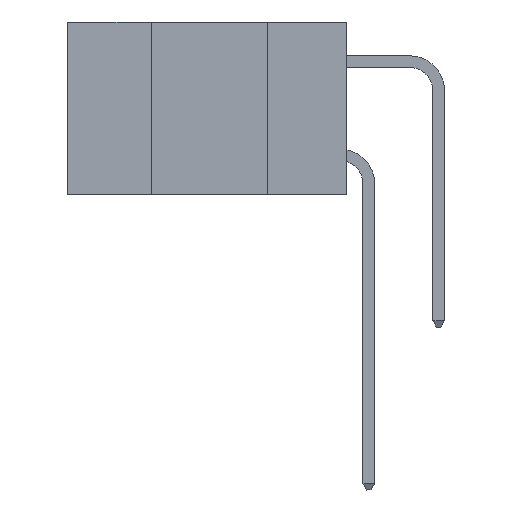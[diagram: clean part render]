
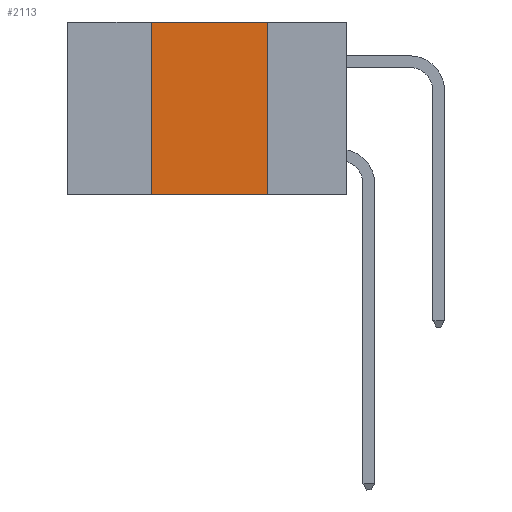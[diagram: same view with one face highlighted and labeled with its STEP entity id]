
A CAD part, left-side view. The second image highlights one B-rep face of the part: STEP entity #2113.
In plain terms, the highlighted planar face has unit normal (-1, 0, 0).
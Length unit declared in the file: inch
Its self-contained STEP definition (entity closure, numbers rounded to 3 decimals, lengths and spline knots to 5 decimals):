
#1439 = DIRECTION ( 'NONE',  ( 0., 0., -1. ) ) ;
#1538 = CARTESIAN_POINT ( 'NONE',  ( 0., 0.17, -0.37 ) ) ;
#2113 = ADVANCED_FACE ( 'NONE', ( #14598 ), #17793, .F. ) ;
#3925 = CARTESIAN_POINT ( 'NONE',  ( 0., 0.42, -0.37 ) ) ;
#6172 = VERTEX_POINT ( 'NONE', #16184 ) ;
#7258 = ORIENTED_EDGE ( 'NONE', *, *, #22256, .T. ) ;
#8137 = EDGE_CURVE ( 'NONE', #11937, #6172, #17048, .T. ) ;
#9752 = EDGE_LOOP ( 'NONE', ( #22086, #11500, #13052, #7258 ) ) ;
#10805 = CARTESIAN_POINT ( 'NONE',  ( 0., 0.6, 0. ) ) ;
#11500 = ORIENTED_EDGE ( 'NONE', *, *, #16997, .F. ) ;
#11937 = VERTEX_POINT ( 'NONE', #3925 ) ;
#12280 = DIRECTION ( 'NONE',  ( 1., 0., 0. ) ) ;
#12322 = VECTOR ( 'NONE', #19805, 39.37008 ) ;
#12344 = VECTOR ( 'NONE', #16068, 39.37008 ) ;
#12353 = DIRECTION ( 'NONE',  ( 0., 0., -1. ) ) ;
#12385 = VECTOR ( 'NONE', #17180, 39.37008 ) ;
#12854 = AXIS2_PLACEMENT_3D ( 'NONE', #21605, #12280, #12353 ) ;
#13052 = ORIENTED_EDGE ( 'NONE', *, *, #8137, .F. ) ;
#14598 = FACE_OUTER_BOUND ( 'NONE', #9752, .T. ) ;
#15414 = CARTESIAN_POINT ( 'NONE',  ( 0., 0.6, -0.37 ) ) ;
#15823 = EDGE_CURVE ( 'NONE', #22355, #19445, #16019, .T. ) ;
#16019 = LINE ( 'NONE', #19105, #20338 ) ;
#16068 = DIRECTION ( 'NONE',  ( 0., -1., 0. ) ) ;
#16184 = CARTESIAN_POINT ( 'NONE',  ( 0., 0.42, 0. ) ) ;
#16997 = EDGE_CURVE ( 'NONE', #6172, #22355, #21342, .T. ) ;
#17048 = LINE ( 'NONE', #17949, #12322 ) ;
#17180 = DIRECTION ( 'NONE',  ( 0., -1., 0. ) ) ;
#17793 = PLANE ( 'NONE',  #12854 ) ;
#17949 = CARTESIAN_POINT ( 'NONE',  ( 0., 0.42, 0. ) ) ;
#19105 = CARTESIAN_POINT ( 'NONE',  ( 0., 0.17, 0. ) ) ;
#19445 = VERTEX_POINT ( 'NONE', #1538 ) ;
#19805 = DIRECTION ( 'NONE',  ( 0., 0., 1. ) ) ;
#20338 = VECTOR ( 'NONE', #1439, 39.37008 ) ;
#21153 = CARTESIAN_POINT ( 'NONE',  ( 0., 0.17, 0. ) ) ;
#21342 = LINE ( 'NONE', #10805, #12344 ) ;
#21605 = CARTESIAN_POINT ( 'NONE',  ( 0., 0.6, 0. ) ) ;
#21964 = LINE ( 'NONE', #15414, #12385 ) ;
#22086 = ORIENTED_EDGE ( 'NONE', *, *, #15823, .F. ) ;
#22256 = EDGE_CURVE ( 'NONE', #11937, #19445, #21964, .T. ) ;
#22355 = VERTEX_POINT ( 'NONE', #21153 ) ;
